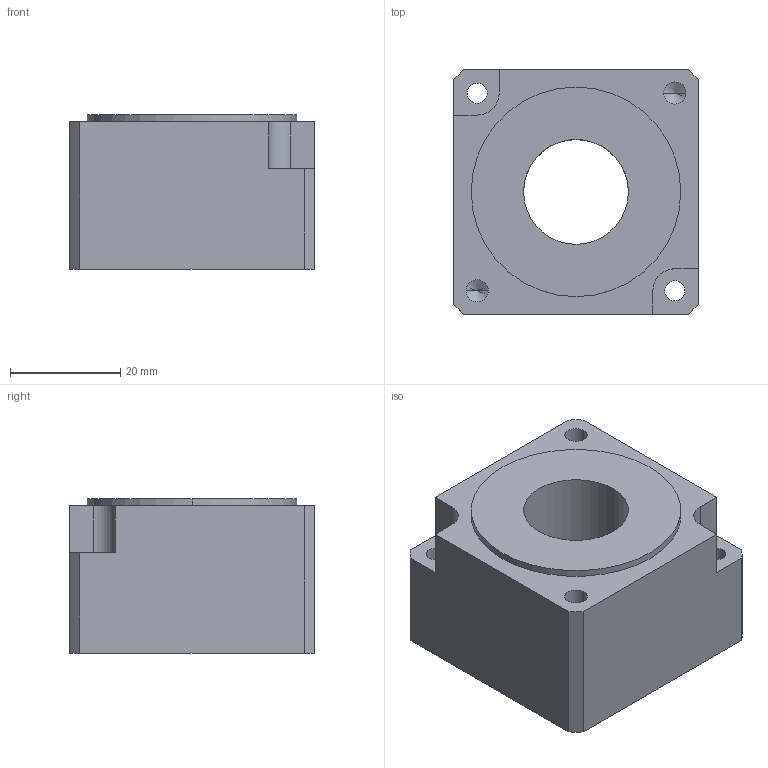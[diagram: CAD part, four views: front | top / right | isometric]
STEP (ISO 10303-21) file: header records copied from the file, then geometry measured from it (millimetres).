
FILE_DESCRIPTION (( 'STEP AP214' ), '1' );
FILE_NAME ('Dynamo Sport Motor Block.STEP', '2018-02-05T20:08:30', ( '' ), ( '' ), 'SwSTEP 2.0', 'SolidWorks 2017', '' );
FILE_SCHEMA (( 'AUTOMOTIVE_DESIGN' ));
Length unit declared in the file: inch
Products named in the file (1): Dynamo Sport Motor Block
Bounding box: 44.45 x 44.45 x 28.07 mm (x, y, z)
Volume: 42610.9 mm3; surface area: 11031.2 mm2
Topology: 1 solids, 1 shells, 50 faces, 122 edges, 78 vertices
Faces by surface type: cylinder 28, plane 18, cone 4
Entity records: 1566 total; most frequent: DIRECTION 276, CARTESIAN_POINT 247, ORIENTED_EDGE 236, EDGE_CURVE 118, AXIS2_PLACEMENT_3D 107, VERTEX_POINT 78, EDGE_LOOP 64, LINE 62
